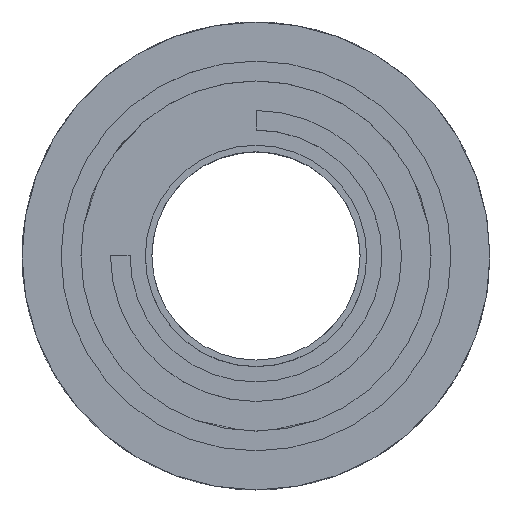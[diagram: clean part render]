
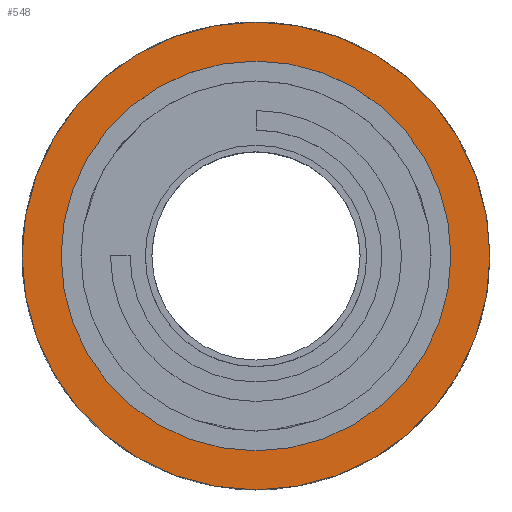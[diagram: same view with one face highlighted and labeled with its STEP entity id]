
A CAD part, top view. The second image highlights one B-rep face of the part: STEP entity #548.
In plain terms, the highlighted planar face has unit normal (0, 0, 1).
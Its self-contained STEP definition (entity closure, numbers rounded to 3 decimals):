
#125=FACE_BOUND('',#199,.T.);
#153=FACE_OUTER_BOUND('',#198,.T.);
#198=EDGE_LOOP('',(#508));
#199=EDGE_LOOP('',(#509));
#204=CIRCLE('',#571,35.95);
#223=CIRCLE('',#613,29.95);
#232=VERTEX_POINT('',#809);
#278=VERTEX_POINT('',#1339);
#288=EDGE_CURVE('',#232,#232,#204,.T.);
#354=EDGE_CURVE('',#278,#278,#223,.T.);
#508=ORIENTED_EDGE('',*,*,#288,.T.);
#509=ORIENTED_EDGE('',*,*,#354,.T.);
#520=PLANE('',#614);
#548=ADVANCED_FACE('',(#153,#125),#520,.T.);
#571=AXIS2_PLACEMENT_3D('',#810,#634,#635);
#613=AXIS2_PLACEMENT_3D('',#1340,#739,#740);
#614=AXIS2_PLACEMENT_3D('',#1342,#742,#743);
#634=DIRECTION('center_axis',(0.,0.,1.));
#635=DIRECTION('ref_axis',(-1.,0.,0.));
#739=DIRECTION('center_axis',(0.,0.,-1.));
#740=DIRECTION('ref_axis',(-1.,0.,0.));
#742=DIRECTION('center_axis',(0.,0.,1.));
#743=DIRECTION('ref_axis',(-1.,0.,0.));
#809=CARTESIAN_POINT('',(35.95,0.,17.3));
#810=CARTESIAN_POINT('Origin',(0.,0.,17.3));
#1339=CARTESIAN_POINT('',(29.95,0.,17.3));
#1340=CARTESIAN_POINT('Origin',(0.,0.,17.3));
#1342=CARTESIAN_POINT('Origin',(0.,0.,17.3));
